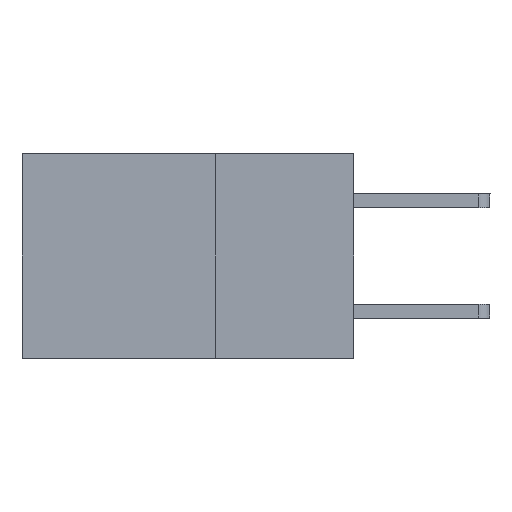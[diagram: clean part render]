
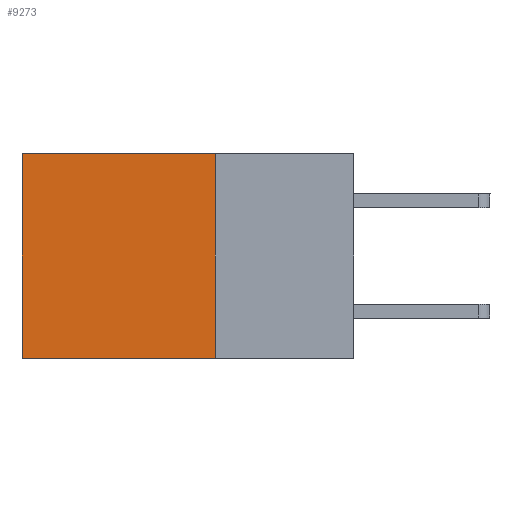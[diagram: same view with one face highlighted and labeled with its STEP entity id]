
A CAD part, left-side view. The second image highlights one B-rep face of the part: STEP entity #9273.
In plain terms, the highlighted planar face has unit normal (-1, 0, 0).
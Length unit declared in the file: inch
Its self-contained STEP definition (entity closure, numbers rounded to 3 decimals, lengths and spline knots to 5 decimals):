
#387 = VERTEX_POINT ( 'NONE', #2301 ) ;
#705 = DIRECTION ( 'NONE',  ( 0., 0., -1. ) ) ;
#1078 = CARTESIAN_POINT ( 'NONE',  ( 0.2875, 0.6, 0. ) ) ;
#1374 = LINE ( 'NONE', #4802, #14274 ) ;
#1742 = DIRECTION ( 'NONE',  ( 0., 0., -1. ) ) ;
#1785 = CARTESIAN_POINT ( 'NONE',  ( 0.2875, 0.6, 0. ) ) ;
#1870 = ORIENTED_EDGE ( 'NONE', *, *, #6049, .T. ) ;
#1891 = LINE ( 'NONE', #1785, #4776 ) ;
#2301 = CARTESIAN_POINT ( 'NONE',  ( 0.2875, 0.25, 0. ) ) ;
#2506 = CARTESIAN_POINT ( 'NONE',  ( 0.2875, 0.6, -0.37 ) ) ;
#2995 = EDGE_LOOP ( 'NONE', ( #1870, #15335, #12855, #11309 ) ) ;
#3125 = EDGE_CURVE ( 'NONE', #7026, #9756, #1374, .T. ) ;
#3175 = AXIS2_PLACEMENT_3D ( 'NONE', #12049, #8343, #4720 ) ;
#4720 = DIRECTION ( 'NONE',  ( 0., 0., -1. ) ) ;
#4776 = VECTOR ( 'NONE', #705, 39.37008 ) ;
#4802 = CARTESIAN_POINT ( 'NONE',  ( 0.2875, 0.25, -0.37 ) ) ;
#5917 = CARTESIAN_POINT ( 'NONE',  ( 0.2875, 0.25, -0.37 ) ) ;
#6024 = PLANE ( 'NONE',  #3175 ) ;
#6049 = EDGE_CURVE ( 'NONE', #10534, #9756, #1891, .T. ) ;
#6843 = LINE ( 'NONE', #11568, #7237 ) ;
#7026 = VERTEX_POINT ( 'NONE', #5917 ) ;
#7237 = VECTOR ( 'NONE', #1742, 39.37008 ) ;
#8243 = EDGE_CURVE ( 'NONE', #387, #7026, #6843, .T. ) ;
#8326 = LINE ( 'NONE', #13639, #14442 ) ;
#8343 = DIRECTION ( 'NONE',  ( 1., 0., 0. ) ) ;
#9273 = ADVANCED_FACE ( 'NONE', ( #13100 ), #6024, .F. ) ;
#9488 = EDGE_CURVE ( 'NONE', #387, #10534, #8326, .T. ) ;
#9756 = VERTEX_POINT ( 'NONE', #2506 ) ;
#10534 = VERTEX_POINT ( 'NONE', #1078 ) ;
#11309 = ORIENTED_EDGE ( 'NONE', *, *, #9488, .T. ) ;
#11568 = CARTESIAN_POINT ( 'NONE',  ( 0.2875, 0.25, 0. ) ) ;
#11667 = DIRECTION ( 'NONE',  ( 0., 1., 0. ) ) ;
#12049 = CARTESIAN_POINT ( 'NONE',  ( 0.2875, 0.25, 0. ) ) ;
#12855 = ORIENTED_EDGE ( 'NONE', *, *, #8243, .F. ) ;
#13100 = FACE_OUTER_BOUND ( 'NONE', #2995, .T. ) ;
#13368 = DIRECTION ( 'NONE',  ( 0., 1., 0. ) ) ;
#13639 = CARTESIAN_POINT ( 'NONE',  ( 0.2875, 0.25, 0. ) ) ;
#14274 = VECTOR ( 'NONE', #13368, 39.37008 ) ;
#14442 = VECTOR ( 'NONE', #11667, 39.37008 ) ;
#15335 = ORIENTED_EDGE ( 'NONE', *, *, #3125, .F. ) ;
